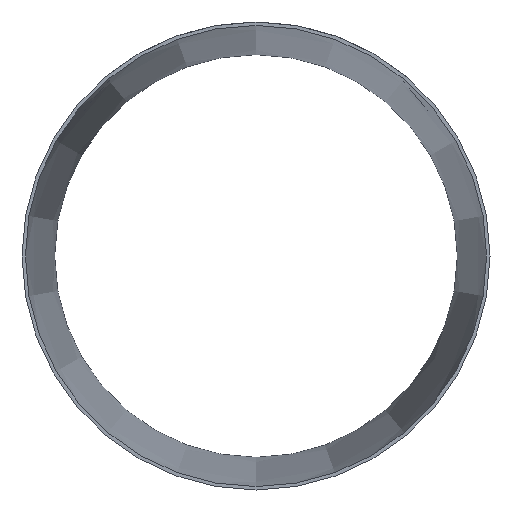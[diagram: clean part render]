
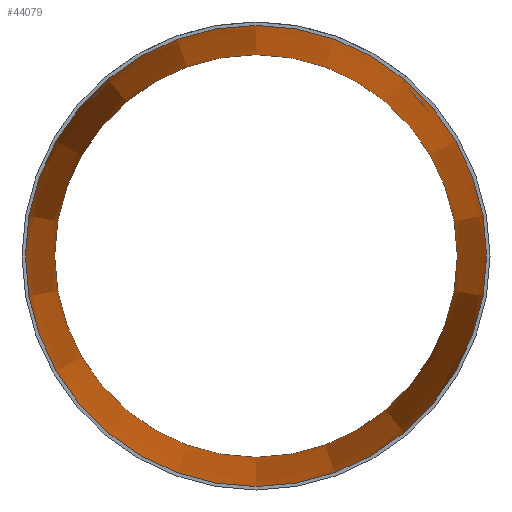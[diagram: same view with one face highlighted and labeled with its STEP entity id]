
A CAD part, front view. The second image highlights one B-rep face of the part: STEP entity #44079.
In plain terms, the highlighted conical face has half-angle 2.078 degrees and reference radius 200.198 mm.
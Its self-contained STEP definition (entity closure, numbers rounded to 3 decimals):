
#483 = CARTESIAN_POINT ( 'NONE',  ( 0., 0., -200.198 ) ) ;
#3836 = CARTESIAN_POINT ( 'NONE',  ( 0., 700., 0. ) ) ;
#5312 = CARTESIAN_POINT ( 'NONE',  ( 0., 0., 0. ) ) ;
#5602 = DIRECTION ( 'NONE',  ( 0., 0., -1. ) ) ;
#5693 = FACE_BOUND ( 'NONE', #47325, .T. ) ;
#7318 = CIRCLE ( 'NONE', #39467, 200.198 ) ;
#12625 = VERTEX_POINT ( 'NONE', #483 ) ;
#14342 = FACE_OUTER_BOUND ( 'NONE', #52578, .T. ) ;
#17784 = CARTESIAN_POINT ( 'NONE',  ( 0., 700., -174.798 ) ) ;
#23531 = DIRECTION ( 'NONE',  ( 0., -1., 0. ) ) ;
#23823 = DIRECTION ( 'NONE',  ( 0., 0., -1. ) ) ;
#26569 = AXIS2_PLACEMENT_3D ( 'NONE', #28441, #23531, #23823 ) ;
#28441 = CARTESIAN_POINT ( 'NONE',  ( 0., 0., 0. ) ) ;
#31188 = DIRECTION ( 'NONE',  ( 0., 0., -1. ) ) ;
#31310 = VERTEX_POINT ( 'NONE', #17784 ) ;
#35222 = DIRECTION ( 'NONE',  ( 0., -1., 0. ) ) ;
#35965 = ORIENTED_EDGE ( 'NONE', *, *, #46549, .T. ) ;
#39467 = AXIS2_PLACEMENT_3D ( 'NONE', #5312, #41305, #5602 ) ;
#41305 = DIRECTION ( 'NONE',  ( 0., -1., 0. ) ) ;
#42318 = AXIS2_PLACEMENT_3D ( 'NONE', #3836, #35222, #31188 ) ;
#44079 = ADVANCED_FACE ( 'NONE', ( #5693, #14342 ), #54195, .F. ) ;
#46549 = EDGE_CURVE ( 'NONE', #12625, #12625, #7318, .T. ) ;
#47325 = EDGE_LOOP ( 'NONE', ( #49872 ) ) ;
#49872 = ORIENTED_EDGE ( 'NONE', *, *, #53589, .F. ) ;
#50593 = CIRCLE ( 'NONE', #42318, 174.798 ) ;
#52578 = EDGE_LOOP ( 'NONE', ( #35965 ) ) ;
#53589 = EDGE_CURVE ( 'NONE', #31310, #31310, #50593, .T. ) ;
#54195 = CONICAL_SURFACE ( 'NONE', #26569, 200.198, 0.036 ) ;
